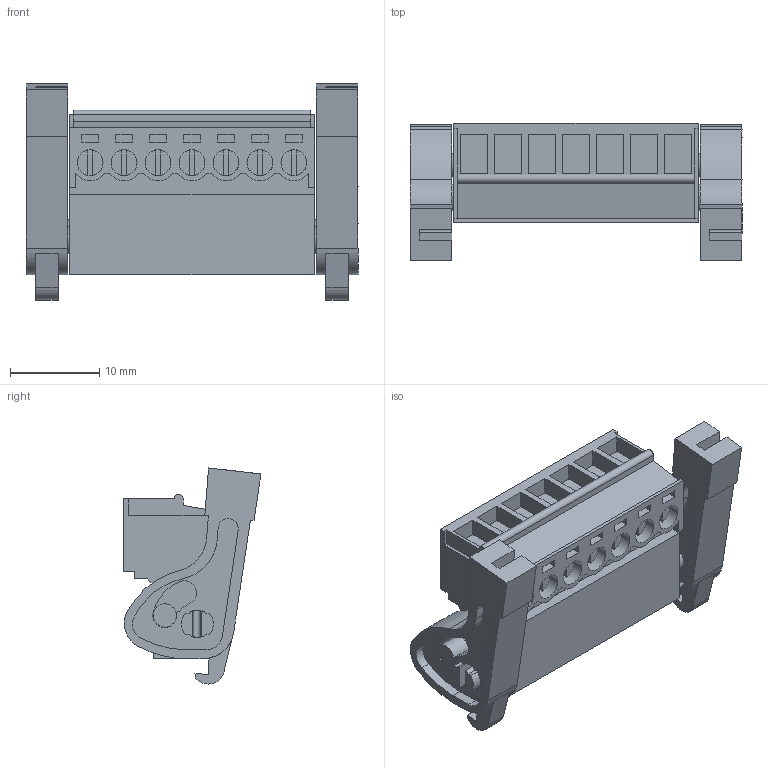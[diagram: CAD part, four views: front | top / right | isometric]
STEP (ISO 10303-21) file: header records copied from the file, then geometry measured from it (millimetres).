
FILE_DESCRIPTION(('CATIA V5 STEP Exchange','CAx-IF Rec.Pracs.--- Model Styling and Organization---1.2---2011-12-15'),'2;1');
FILE_NAME ('D1462279_0', '2018-05-08T10:13:55+00:00', ('none'), ('Weidmueller'), 'CATIA Version 5-6 Release 2014', 'CATIA V5 STEP AP214', 'none');
FILE_SCHEMA(('AUTOMOTIVE_DESIGN { 1 0 10303 214 1 1 1 1 }'));
Length unit declared in the file: millimetre
Products named in the file (1): 2444120000
Bounding box: 37.26 x 15.48 x 24.25 mm (x, y, z)
Volume: 4251.8 mm3; surface area: 5848.3 mm2
Topology: 17 solids, 17 shells, 602 faces, 1579 edges, 1054 vertices
Faces by surface type: plane 465, cylinder 137
Entity records: 16960 total; most frequent: CARTESIAN_POINT 3264, ORIENTED_EDGE 3158, DIRECTION 2163, EDGE_CURVE 1579, VECTOR 1211, LINE 1211, VERTEX_POINT 1054, EDGE_LOOP 653
